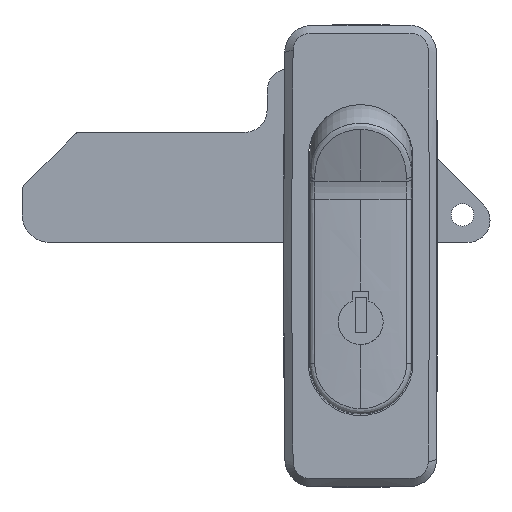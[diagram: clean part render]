
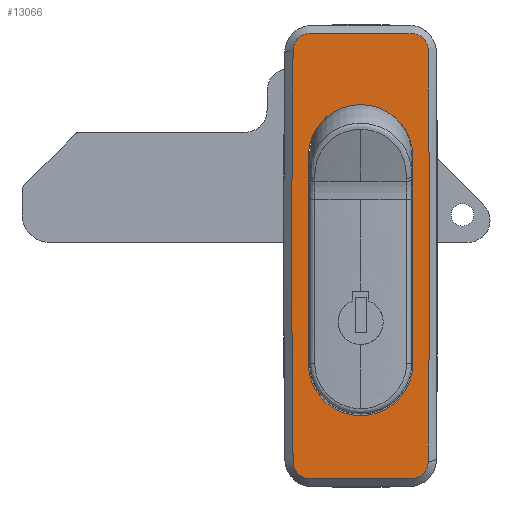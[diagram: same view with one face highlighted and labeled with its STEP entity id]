
A CAD part, top view. The second image highlights one B-rep face of the part: STEP entity #13066.
In plain terms, the highlighted planar face has unit normal (0, 0, 1).
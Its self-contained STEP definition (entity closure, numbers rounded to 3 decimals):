
#97 = VERTEX_POINT ( 'NONE', #5136 ) ;
#126 = LINE ( 'NONE', #11677, #1774 ) ;
#244 = EDGE_CURVE ( 'NONE', #4788, #3473, #8865, .T. ) ;
#515 = EDGE_CURVE ( 'NONE', #12159, #8543, #587, .T. ) ;
#587 = CIRCLE ( 'NONE', #13016, 3. ) ;
#717 = VERTEX_POINT ( 'NONE', #8737 ) ;
#856 = DIRECTION ( 'NONE',  ( 0., 0., 1. ) ) ;
#994 = ORIENTED_EDGE ( 'NONE', *, *, #8487, .T. ) ;
#1121 = AXIS2_PLACEMENT_3D ( 'NONE', #8226, #6136, #13426 ) ;
#1227 = DIRECTION ( 'NONE',  ( 0., 0., 1. ) ) ;
#1369 = DIRECTION ( 'NONE',  ( 1., 0., 0. ) ) ;
#1493 = DIRECTION ( 'NONE',  ( 0., 0., 1. ) ) ;
#1632 = DIRECTION ( 'NONE',  ( 1., 0., 0. ) ) ;
#1755 = CARTESIAN_POINT ( 'NONE',  ( 9.5, -31.5, 6. ) ) ;
#1767 = CIRCLE ( 'NONE', #1121, 3. ) ;
#1774 = VECTOR ( 'NONE', #12731, 1000. ) ;
#1824 = EDGE_CURVE ( 'NONE', #97, #4788, #7775, .T. ) ;
#2006 = CARTESIAN_POINT ( 'NONE',  ( -9.5, 6., 6. ) ) ;
#2462 = CARTESIAN_POINT ( 'NONE',  ( 2986., -12., 6. ) ) ;
#2466 = EDGE_CURVE ( 'NONE', #717, #10060, #7239, .T. ) ;
#2759 = LINE ( 'NONE', #2776, #12195 ) ;
#2776 = CARTESIAN_POINT ( 'NONE',  ( 9.5, 6., 6. ) ) ;
#2871 = EDGE_LOOP ( 'NONE', ( #10297, #6413, #4475, #8846 ) ) ;
#2902 = PLANE ( 'NONE',  #6790 ) ;
#2971 = EDGE_CURVE ( 'NONE', #10060, #4228, #126, .T. ) ;
#3454 = CARTESIAN_POINT ( 'NONE',  ( 0., 346., 6. ) ) ;
#3473 = VERTEX_POINT ( 'NONE', #10708 ) ;
#3618 = ORIENTED_EDGE ( 'NONE', *, *, #9229, .T. ) ;
#4080 = CARTESIAN_POINT ( 'NONE',  ( 9.267, 25.391, 6. ) ) ;
#4228 = VERTEX_POINT ( 'NONE', #11007 ) ;
#4439 = CARTESIAN_POINT ( 'NONE',  ( 12.266, 25.429, 6. ) ) ;
#4450 = CARTESIAN_POINT ( 'NONE',  ( -2986., -12., 6. ) ) ;
#4475 = ORIENTED_EDGE ( 'NONE', *, *, #12848, .F. ) ;
#4501 = FACE_BOUND ( 'NONE', #2871, .T. ) ;
#4756 = CIRCLE ( 'NONE', #6612, 2998.5 ) ;
#4788 = VERTEX_POINT ( 'NONE', #7051 ) ;
#4959 = ORIENTED_EDGE ( 'NONE', *, *, #244, .T. ) ;
#5117 = DIRECTION ( 'NONE',  ( 0., 0., 1. ) ) ;
#5136 = CARTESIAN_POINT ( 'NONE',  ( 9.337, 28.391, 6. ) ) ;
#5199 = EDGE_CURVE ( 'NONE', #3473, #12159, #12284, .T. ) ;
#5956 = CARTESIAN_POINT ( 'NONE',  ( 1488.367, -30.696, 6. ) ) ;
#6136 = DIRECTION ( 'NONE',  ( 0., 0., 1. ) ) ;
#6413 = ORIENTED_EDGE ( 'NONE', *, *, #8744, .F. ) ;
#6612 = AXIS2_PLACEMENT_3D ( 'NONE', #4450, #9784, #1369 ) ;
#6759 = CARTESIAN_POINT ( 'NONE',  ( 0., -370., 6. ) ) ;
#6790 = AXIS2_PLACEMENT_3D ( 'NONE', #5956, #9414, #12646 ) ;
#6835 = CIRCLE ( 'NONE', #6968, 9.5 ) ;
#6915 = VERTEX_POINT ( 'NONE', #7702 ) ;
#6968 = AXIS2_PLACEMENT_3D ( 'NONE', #8974, #7962, #1632 ) ;
#7051 = CARTESIAN_POINT ( 'NONE',  ( -9.337, 28.391, 6. ) ) ;
#7116 = CARTESIAN_POINT ( 'NONE',  ( 0., 6., 6. ) ) ;
#7239 = CIRCLE ( 'NONE', #12133, 9.5 ) ;
#7535 = AXIS2_PLACEMENT_3D ( 'NONE', #10931, #1227, #8622 ) ;
#7624 = CARTESIAN_POINT ( 'NONE',  ( -12.266, -49.429, 6. ) ) ;
#7702 = CARTESIAN_POINT ( 'NONE',  ( 12.266, -49.429, 6. ) ) ;
#7775 = CIRCLE ( 'NONE', #11175, 398.5 ) ;
#7839 = ORIENTED_EDGE ( 'NONE', *, *, #9448, .T. ) ;
#7962 = DIRECTION ( 'NONE',  ( 0., 0., 1. ) ) ;
#8199 = AXIS2_PLACEMENT_3D ( 'NONE', #4080, #856, #11478 ) ;
#8226 = CARTESIAN_POINT ( 'NONE',  ( 9.267, -49.391, 6. ) ) ;
#8244 = AXIS2_PLACEMENT_3D ( 'NONE', #2462, #8702, #9813 ) ;
#8277 = DIRECTION ( 'NONE',  ( 1., 0., 0. ) ) ;
#8487 = EDGE_CURVE ( 'NONE', #6915, #12757, #4756, .T. ) ;
#8543 = VERTEX_POINT ( 'NONE', #11892 ) ;
#8622 = DIRECTION ( 'NONE',  ( -1., 0., 0. ) ) ;
#8684 = EDGE_LOOP ( 'NONE', ( #11942, #12531, #11467, #7839, #994, #3618, #12484, #4959 ) ) ;
#8702 = DIRECTION ( 'NONE',  ( 0., 0., 1. ) ) ;
#8737 = CARTESIAN_POINT ( 'NONE',  ( 9.5, 6., 6. ) ) ;
#8744 = EDGE_CURVE ( 'NONE', #9419, #717, #2759, .T. ) ;
#8846 = ORIENTED_EDGE ( 'NONE', *, *, #2971, .F. ) ;
#8865 = CIRCLE ( 'NONE', #7535, 3. ) ;
#8918 = AXIS2_PLACEMENT_3D ( 'NONE', #3454, #12924, #11910 ) ;
#8974 = CARTESIAN_POINT ( 'NONE',  ( 0., -31.5, 6. ) ) ;
#9229 = EDGE_CURVE ( 'NONE', #12757, #97, #13484, .T. ) ;
#9414 = DIRECTION ( 'NONE',  ( 0., 0., 1. ) ) ;
#9419 = VERTEX_POINT ( 'NONE', #1755 ) ;
#9448 = EDGE_CURVE ( 'NONE', #10896, #6915, #1767, .T. ) ;
#9505 = CARTESIAN_POINT ( 'NONE',  ( 9.337, -52.391, 6. ) ) ;
#9784 = DIRECTION ( 'NONE',  ( 0., 0., 1. ) ) ;
#9813 = DIRECTION ( 'NONE',  ( 1., 0., 0. ) ) ;
#10060 = VERTEX_POINT ( 'NONE', #2006 ) ;
#10283 = DIRECTION ( 'NONE',  ( 1., 0., 0. ) ) ;
#10297 = ORIENTED_EDGE ( 'NONE', *, *, #2466, .F. ) ;
#10401 = CARTESIAN_POINT ( 'NONE',  ( -9.267, -49.391, 6. ) ) ;
#10708 = CARTESIAN_POINT ( 'NONE',  ( -12.266, 25.429, 6. ) ) ;
#10896 = VERTEX_POINT ( 'NONE', #9505 ) ;
#10931 = CARTESIAN_POINT ( 'NONE',  ( -9.267, 25.391, 6. ) ) ;
#11007 = CARTESIAN_POINT ( 'NONE',  ( -9.5, -31.5, 6. ) ) ;
#11055 = DIRECTION ( 'NONE',  ( 1., 0., 0. ) ) ;
#11175 = AXIS2_PLACEMENT_3D ( 'NONE', #6759, #1493, #11055 ) ;
#11270 = DIRECTION ( 'NONE',  ( 0., 0., 1. ) ) ;
#11467 = ORIENTED_EDGE ( 'NONE', *, *, #13388, .T. ) ;
#11478 = DIRECTION ( 'NONE',  ( -1., 0., 0. ) ) ;
#11677 = CARTESIAN_POINT ( 'NONE',  ( -9.5, 6., 6. ) ) ;
#11892 = CARTESIAN_POINT ( 'NONE',  ( -9.337, -52.391, 6. ) ) ;
#11910 = DIRECTION ( 'NONE',  ( 1., 0., 0. ) ) ;
#11942 = ORIENTED_EDGE ( 'NONE', *, *, #5199, .T. ) ;
#12104 = CIRCLE ( 'NONE', #8918, 398.5 ) ;
#12133 = AXIS2_PLACEMENT_3D ( 'NONE', #7116, #11270, #10283 ) ;
#12159 = VERTEX_POINT ( 'NONE', #7624 ) ;
#12195 = VECTOR ( 'NONE', #12295, 1000. ) ;
#12284 = CIRCLE ( 'NONE', #8244, 2998.5 ) ;
#12295 = DIRECTION ( 'NONE',  ( 0., 1., 0. ) ) ;
#12484 = ORIENTED_EDGE ( 'NONE', *, *, #1824, .T. ) ;
#12531 = ORIENTED_EDGE ( 'NONE', *, *, #515, .T. ) ;
#12594 = FACE_OUTER_BOUND ( 'NONE', #8684, .T. ) ;
#12646 = DIRECTION ( 'NONE',  ( 1., 0., 0. ) ) ;
#12731 = DIRECTION ( 'NONE',  ( 0., -1., 0. ) ) ;
#12757 = VERTEX_POINT ( 'NONE', #4439 ) ;
#12848 = EDGE_CURVE ( 'NONE', #4228, #9419, #6835, .T. ) ;
#12924 = DIRECTION ( 'NONE',  ( 0., 0., 1. ) ) ;
#13016 = AXIS2_PLACEMENT_3D ( 'NONE', #10401, #5117, #8277 ) ;
#13066 = ADVANCED_FACE ( 'NONE', ( #4501, #12594 ), #2902, .T. ) ;
#13388 = EDGE_CURVE ( 'NONE', #8543, #10896, #12104, .T. ) ;
#13426 = DIRECTION ( 'NONE',  ( 1., 0., 0. ) ) ;
#13484 = CIRCLE ( 'NONE', #8199, 3. ) ;
